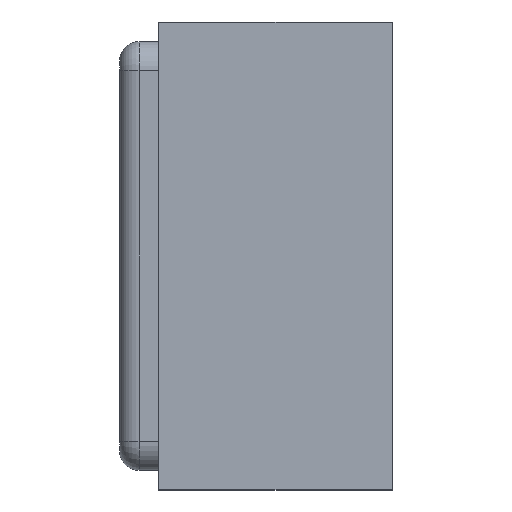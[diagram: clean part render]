
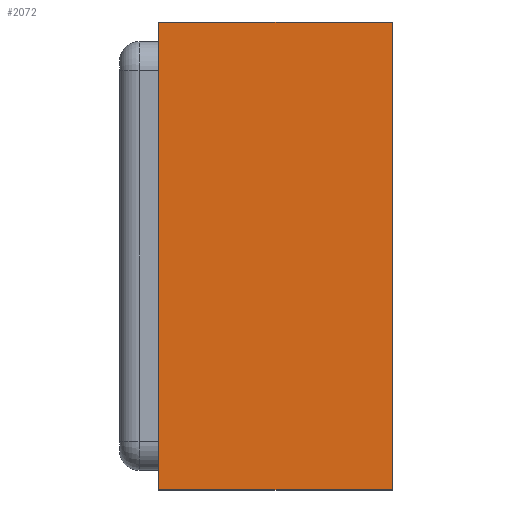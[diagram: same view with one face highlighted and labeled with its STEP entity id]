
A CAD part, left-side view. The second image highlights one B-rep face of the part: STEP entity #2072.
In plain terms, the highlighted planar face has unit normal (-1, 0, 0).
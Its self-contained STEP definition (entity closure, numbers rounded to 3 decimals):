
#18 = VERTEX_POINT ( 'NONE', #2231 ) ;
#19 = LINE ( 'NONE', #1531, #2282 ) ;
#46 = EDGE_CURVE ( 'NONE', #286, #18, #19, .T. ) ;
#192 = VERTEX_POINT ( 'NONE', #1620 ) ;
#286 = VERTEX_POINT ( 'NONE', #595 ) ;
#319 = DIRECTION ( 'NONE',  ( 0., 0., 1. ) ) ;
#506 = AXIS2_PLACEMENT_3D ( 'NONE', #510, #1117, #319 ) ;
#510 = CARTESIAN_POINT ( 'NONE',  ( -0.8, 0.6, 0. ) ) ;
#568 = FACE_OUTER_BOUND ( 'NONE', #1107, .T. ) ;
#595 = CARTESIAN_POINT ( 'NONE',  ( -0.8, 0.6, 0.6 ) ) ;
#704 = ORIENTED_EDGE ( 'NONE', *, *, #742, .T. ) ;
#716 = CARTESIAN_POINT ( 'NONE',  ( -0.8, 0., 0. ) ) ;
#735 = LINE ( 'NONE', #716, #952 ) ;
#737 = PLANE ( 'NONE',  #506 ) ;
#742 = EDGE_CURVE ( 'NONE', #192, #1004, #1913, .T. ) ;
#903 = DIRECTION ( 'NONE',  ( 0., 0., -1. ) ) ;
#952 = VECTOR ( 'NONE', #1534, 1000. ) ;
#994 = EDGE_CURVE ( 'NONE', #286, #192, #2246, .T. ) ;
#1004 = VERTEX_POINT ( 'NONE', #2301 ) ;
#1107 = EDGE_LOOP ( 'NONE', ( #2299, #1415, #2586, #704 ) ) ;
#1117 = DIRECTION ( 'NONE',  ( -1., 0., 0. ) ) ;
#1179 = VECTOR ( 'NONE', #903, 1000. ) ;
#1415 = ORIENTED_EDGE ( 'NONE', *, *, #46, .F. ) ;
#1466 = DIRECTION ( 'NONE',  ( 0., -1., 0. ) ) ;
#1531 = CARTESIAN_POINT ( 'NONE',  ( -0.8, 0.6, 0.6 ) ) ;
#1534 = DIRECTION ( 'NONE',  ( 0., 0., -1. ) ) ;
#1573 = VECTOR ( 'NONE', #1466, 1000. ) ;
#1620 = CARTESIAN_POINT ( 'NONE',  ( -0.8, 0.6, -0.6 ) ) ;
#1788 = EDGE_CURVE ( 'NONE', #18, #1004, #735, .T. ) ;
#1913 = LINE ( 'NONE', #1998, #1573 ) ;
#1998 = CARTESIAN_POINT ( 'NONE',  ( -0.8, 0.6, -0.6 ) ) ;
#2072 = ADVANCED_FACE ( 'NONE', ( #568 ), #737, .T. ) ;
#2231 = CARTESIAN_POINT ( 'NONE',  ( -0.8, 0., 0.6 ) ) ;
#2246 = LINE ( 'NONE', #2309, #1179 ) ;
#2282 = VECTOR ( 'NONE', #2294, 1000. ) ;
#2294 = DIRECTION ( 'NONE',  ( 0., -1., 0. ) ) ;
#2299 = ORIENTED_EDGE ( 'NONE', *, *, #1788, .F. ) ;
#2301 = CARTESIAN_POINT ( 'NONE',  ( -0.8, 0., -0.6 ) ) ;
#2309 = CARTESIAN_POINT ( 'NONE',  ( -0.8, 0.6, 0. ) ) ;
#2586 = ORIENTED_EDGE ( 'NONE', *, *, #994, .T. ) ;
